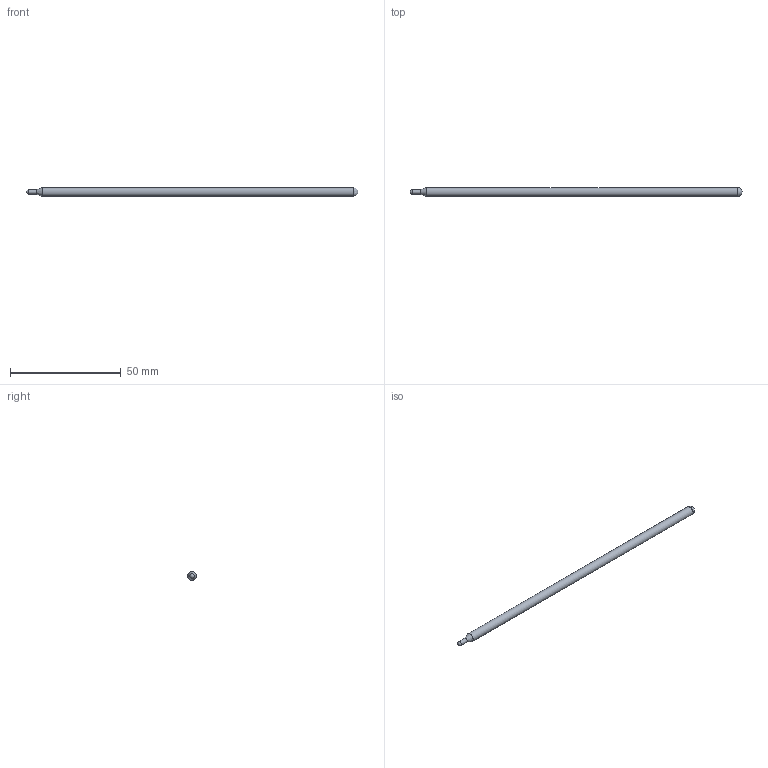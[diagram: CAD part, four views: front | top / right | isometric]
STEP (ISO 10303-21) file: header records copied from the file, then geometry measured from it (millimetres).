
FILE_DESCRIPTION (( 'STEP AP214' ), '1' );
FILE_NAME ('CELSIA_D4L150S.step', '2025-11-20T04:08:49', ( '' ), ( '' ), 'SwSTEP 2.0', 'SolidWorks 2023', '' );
FILE_SCHEMA (( 'AUTOMOTIVE_DESIGN' ));
Length unit declared in the file: millimetre
Products named in the file (1): CELSIA_D4L150S
Bounding box: 149.98 x 4 x 4 mm (x, y, z)
Volume: 1815.8 mm3; surface area: 1856 mm2
Topology: 1 solids, 1 shells, 166 faces, 444 edges, 294 vertices
Faces by surface type: bspline 80, plane 63, cylinder 20, sphere 2, cone 1
Full cylindrical faces by diameter (mm): 2 x1, 4 x1
Entity records: 11244 total; most frequent: CARTESIAN_POINT 7810, ORIENTED_EDGE 866, EDGE_CURVE 433, DIRECTION 411, VERTEX_POINT 290, B_SPLINE_CURVE_WITH_KNOTS 252, EDGE_LOOP 187, FACE_OUTER_BOUND 168
